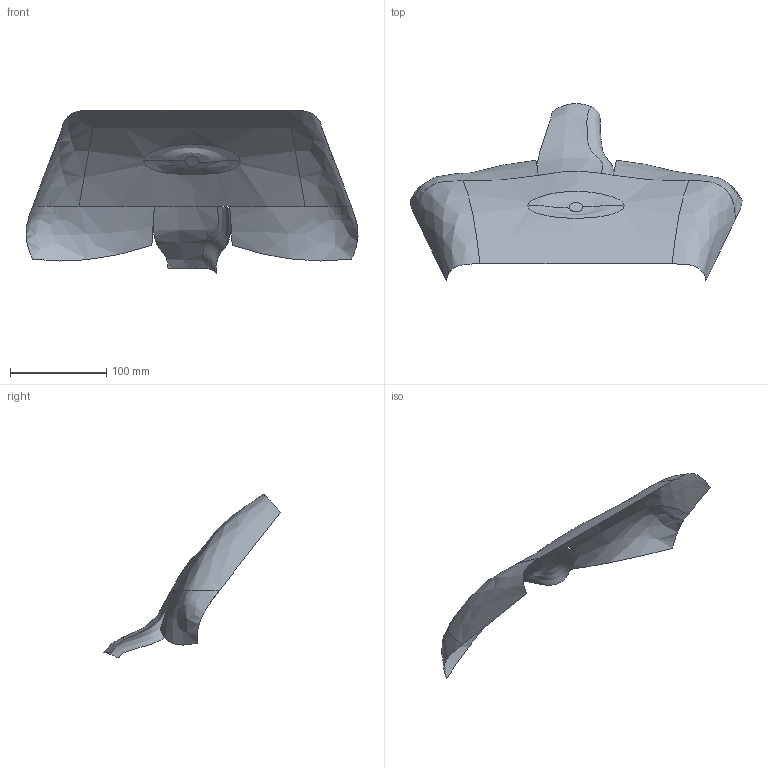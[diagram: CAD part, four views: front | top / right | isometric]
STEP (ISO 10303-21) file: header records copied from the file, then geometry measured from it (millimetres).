
FILE_DESCRIPTION(('CAx-IF Rec.Pracs.---Model Styling and Organization---1.2---2011-12-15','CAx-IF Rec.Pracs.---Geometric and Assembly Validation Properties---4.1---2014-06-16','CAx-IF Rec.Pracs.---PMI Polyline Presentation---2.0---2013-05-24'),'2;1');
FILE_NAME('1303_freeform_cover_g2.stp','2017-05-11T01:42:59+08:00',('HyperWorksVersion-14.0.0.88'),(''),'STEP Interface 4.0 Sp3 by CT CoreTechnologie','3D_Kernel_IO4.0 Sp3 by CT CoreTechnologie','');
FILE_SCHEMA(('AUTOMOTIVE_DESIGN { 1 0 10303 214 1 1 1 1 }'));
Length unit declared in the file: millimetre
Products named in the file (1): 1303_freeform_cover_g2
Bounding box: 345.53 x 184.23 x 170.52 mm (x, y, z)
Surface area: 70223 mm2 (no closed solid volume)
Topology: 0 solids, 1 shells, 10 faces, 31 edges, 23 vertices
Faces by surface type: bspline 10
Entity records: 5581 total; most frequent: CARTESIAN_POINT 5284, ORIENTED_EDGE 45, EDGE_CURVE 31, VERTEX_POINT 23, B_SPLINE_CURVE_WITH_KNOTS 23, DIRECTION 15, EDGE_LOOP 11, B_SPLINE_SURFACE_WITH_KNOTS 10
